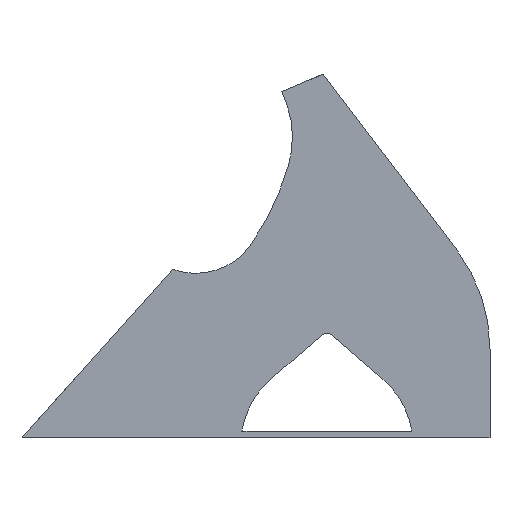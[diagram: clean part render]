
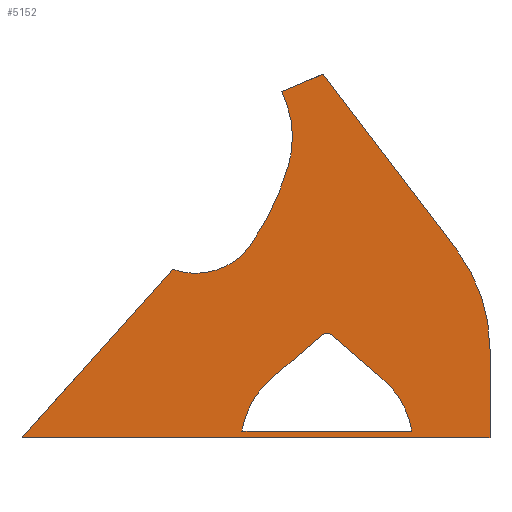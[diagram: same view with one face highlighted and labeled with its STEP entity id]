
A CAD part, front view. The second image highlights one B-rep face of the part: STEP entity #5152.
In plain terms, the highlighted planar face has unit normal (0, -1, 0).
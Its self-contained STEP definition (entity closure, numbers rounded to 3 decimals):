
#10 = EDGE_LOOP ( 'NONE', ( #3157, #1308, #2931, #5264, #3361, #3284, #4966, #3491, #4705, #3698 ) ) ;
#186 = FACE_OUTER_BOUND ( 'NONE', #10, .T. ) ;
#198 = EDGE_CURVE ( 'NONE', #1275, #2530, #4929, .T. ) ;
#222 = LINE ( 'NONE', #1601, #2470 ) ;
#254 = CIRCLE ( 'NONE', #4942, 39.75 ) ;
#294 = DIRECTION ( 'NONE',  ( 0.919, 0., 0.394 ) ) ;
#345 = DIRECTION ( 'NONE',  ( 0., 0., -1. ) ) ;
#467 = CARTESIAN_POINT ( 'NONE',  ( 13.571, -0.25, 39.112 ) ) ;
#471 = VERTEX_POINT ( 'NONE', #2140 ) ;
#529 = DIRECTION ( 'NONE',  ( 0., 0., 1. ) ) ;
#554 = CARTESIAN_POINT ( 'NONE',  ( 29.153, -0.25, 43.406 ) ) ;
#680 = DIRECTION ( 'NONE',  ( 0., -1., 0. ) ) ;
#700 = LINE ( 'NONE', #3687, #4296 ) ;
#748 = LINE ( 'NONE', #4538, #2467 ) ;
#799 = CARTESIAN_POINT ( 'NONE',  ( 0., -0.25, 30.552 ) ) ;
#835 = ORIENTED_EDGE ( 'NONE', *, *, #1222, .F. ) ;
#879 = VERTEX_POINT ( 'NONE', #4751 ) ;
#926 = DIRECTION ( 'NONE',  ( 0., 1., 0. ) ) ;
#928 = ORIENTED_EDGE ( 'NONE', *, *, #5275, .F. ) ;
#999 = EDGE_CURVE ( 'NONE', #5072, #3098, #1622, .T. ) ;
#1009 = CARTESIAN_POINT ( 'NONE',  ( -13.659, -0.25, 64.271 ) ) ;
#1026 = DIRECTION ( 'NONE',  ( 0., -1., 0. ) ) ;
#1029 = DIRECTION ( 'NONE',  ( 0., 0., -1. ) ) ;
#1030 = CARTESIAN_POINT ( 'NONE',  ( 29.153, -0.25, 30.552 ) ) ;
#1049 = VECTOR ( 'NONE', #294, 1000. ) ;
#1157 = EDGE_CURVE ( 'NONE', #1470, #3684, #2715, .T. ) ;
#1173 = LINE ( 'NONE', #4701, #4331 ) ;
#1198 = DIRECTION ( 'NONE',  ( -1., 0., 0. ) ) ;
#1205 = EDGE_CURVE ( 'NONE', #2624, #1470, #4185, .T. ) ;
#1216 = AXIS2_PLACEMENT_3D ( 'NONE', #1009, #680, #1029 ) ;
#1222 = EDGE_CURVE ( 'NONE', #3557, #471, #4554, .T. ) ;
#1275 = VERTEX_POINT ( 'NONE', #1030 ) ;
#1308 = ORIENTED_EDGE ( 'NONE', *, *, #1961, .F. ) ;
#1311 = DIRECTION ( 'NONE',  ( -0.758, 0., 0.653 ) ) ;
#1352 = CIRCLE ( 'NONE', #2854, 14.75 ) ;
#1382 = CARTESIAN_POINT ( 'NONE',  ( -6.942, -0.25, 31.552 ) ) ;
#1397 = VERTEX_POINT ( 'NONE', #554 ) ;
#1467 = ORIENTED_EDGE ( 'NONE', *, *, #2783, .F. ) ;
#1470 = VERTEX_POINT ( 'NONE', #1382 ) ;
#1514 = CARTESIAN_POINT ( 'NONE',  ( -17.015, -0.25, 55.117 ) ) ;
#1518 = CARTESIAN_POINT ( 'NONE',  ( -5.631, -0.25, 58.737 ) ) ;
#1527 = CARTESIAN_POINT ( 'NONE',  ( 4.759, -0.25, 45.58 ) ) ;
#1538 = CARTESIAN_POINT ( 'NONE',  ( -13.659, -0.25, 54.521 ) ) ;
#1547 = CARTESIAN_POINT ( 'NONE',  ( -0.19, -0.25, 70.197 ) ) ;
#1561 = ORIENTED_EDGE ( 'NONE', *, *, #1205, .F. ) ;
#1601 = CARTESIAN_POINT ( 'NONE',  ( 29.153, -0.25, 0. ) ) ;
#1615 = CARTESIAN_POINT ( 'NONE',  ( -1.169, -0.25, 80.931 ) ) ;
#1622 = LINE ( 'NONE', #5195, #1049 ) ;
#1643 = DIRECTION ( 'NONE',  ( 0.605, 0., -0.796 ) ) ;
#1702 = CARTESIAN_POINT ( 'NONE',  ( 17.765, -0.25, 31.552 ) ) ;
#1767 = DIRECTION ( 'NONE',  ( 1., 0., 0. ) ) ;
#1774 = EDGE_CURVE ( 'NONE', #3239, #2047, #4759, .T. ) ;
#1806 = DIRECTION ( 'NONE',  ( 0., -1., 0. ) ) ;
#1808 = EDGE_LOOP ( 'NONE', ( #1561, #4124, #1467, #835, #1990, #928, #4539 ) ) ;
#1858 = DIRECTION ( 'NONE',  ( 0., 0., 1. ) ) ;
#1876 = DIRECTION ( 'NONE',  ( 0., 0., -1. ) ) ;
#1944 = VECTOR ( 'NONE', #1311, 1000. ) ;
#1961 = EDGE_CURVE ( 'NONE', #879, #1397, #2320, .T. ) ;
#1972 = CARTESIAN_POINT ( 'NONE',  ( -14.353, -0.25, 74.317 ) ) ;
#1990 = ORIENTED_EDGE ( 'NONE', *, *, #2804, .F. ) ;
#2001 = CARTESIAN_POINT ( 'NONE',  ( 5.411, -0.25, 29.642 ) ) ;
#2015 = DIRECTION ( 'NONE',  ( 0., -1., 0. ) ) ;
#2047 = VERTEX_POINT ( 'NONE', #1538 ) ;
#2112 = DIRECTION ( 'NONE',  ( 0., -1., 0. ) ) ;
#2140 = CARTESIAN_POINT ( 'NONE',  ( 5.411, -0.25, 45.822 ) ) ;
#2236 = DIRECTION ( 'NONE',  ( 0.666, 0., 0.746 ) ) ;
#2297 = FACE_BOUND ( 'NONE', #1808, .T. ) ;
#2320 = CIRCLE ( 'NONE', #2833, 24.25 ) ;
#2324 = CIRCLE ( 'NONE', #1216, 9.75 ) ;
#2333 = EDGE_CURVE ( 'NONE', #2530, #3239, #1173, .T. ) ;
#2343 = CARTESIAN_POINT ( 'NONE',  ( 4.876, -0.25, 83.525 ) ) ;
#2430 = CARTESIAN_POINT ( 'NONE',  ( 13.571, -0.25, 39.112 ) ) ;
#2444 = VECTOR ( 'NONE', #1767, 1000. ) ;
#2467 = VECTOR ( 'NONE', #1643, 1000. ) ;
#2470 = VECTOR ( 'NONE', #4181, 1000. ) ;
#2530 = VERTEX_POINT ( 'NONE', #3608 ) ;
#2624 = VERTEX_POINT ( 'NONE', #4879 ) ;
#2709 = CARTESIAN_POINT ( 'NONE',  ( 0., -0.25, 0. ) ) ;
#2715 = LINE ( 'NONE', #4621, #2444 ) ;
#2718 = VERTEX_POINT ( 'NONE', #2430 ) ;
#2725 = EDGE_CURVE ( 'NONE', #3098, #879, #748, .T. ) ;
#2783 = EDGE_CURVE ( 'NONE', #471, #4926, #4196, .T. ) ;
#2804 = EDGE_CURVE ( 'NONE', #2718, #3557, #3699, .T. ) ;
#2813 = DIRECTION ( 'NONE',  ( 0., -1., 0. ) ) ;
#2833 = AXIS2_PLACEMENT_3D ( 'NONE', #5202, #3170, #4861 ) ;
#2854 = AXIS2_PLACEMENT_3D ( 'NONE', #1972, #2813, #345 ) ;
#2931 = ORIENTED_EDGE ( 'NONE', *, *, #2725, .F. ) ;
#2997 = PLANE ( 'NONE',  #3615 ) ;
#3009 = DIRECTION ( 'NONE',  ( 0., 0., -1. ) ) ;
#3024 = CARTESIAN_POINT ( 'NONE',  ( 5.411, -0.25, 44.822 ) ) ;
#3061 = DIRECTION ( 'NONE',  ( 0., -1., 0. ) ) ;
#3098 = VERTEX_POINT ( 'NONE', #2343 ) ;
#3157 = ORIENTED_EDGE ( 'NONE', *, *, #3659, .F. ) ;
#3170 = DIRECTION ( 'NONE',  ( 0., 1., 0. ) ) ;
#3197 = AXIS2_PLACEMENT_3D ( 'NONE', #3024, #4645, #4601 ) ;
#3216 = CARTESIAN_POINT ( 'NONE',  ( 6.064, -0.25, 45.58 ) ) ;
#3239 = VERTEX_POINT ( 'NONE', #1514 ) ;
#3264 = DIRECTION ( 'NONE',  ( -0.758, 0., -0.653 ) ) ;
#3284 = ORIENTED_EDGE ( 'NONE', *, *, #4762, .F. ) ;
#3361 = ORIENTED_EDGE ( 'NONE', *, *, #3541, .F. ) ;
#3430 = AXIS2_PLACEMENT_3D ( 'NONE', #2001, #2015, #4423 ) ;
#3442 = CARTESIAN_POINT ( 'NONE',  ( 5.411, -0.25, 29.642 ) ) ;
#3491 = ORIENTED_EDGE ( 'NONE', *, *, #1774, .F. ) ;
#3541 = EDGE_CURVE ( 'NONE', #3574, #5072, #1352, .T. ) ;
#3557 = VERTEX_POINT ( 'NONE', #3216 ) ;
#3574 = VERTEX_POINT ( 'NONE', #1547 ) ;
#3608 = CARTESIAN_POINT ( 'NONE',  ( -38.956, -0.25, 30.552 ) ) ;
#3615 = AXIS2_PLACEMENT_3D ( 'NONE', #2709, #926, #529 ) ;
#3659 = EDGE_CURVE ( 'NONE', #1397, #1275, #222, .T. ) ;
#3684 = VERTEX_POINT ( 'NONE', #1702 ) ;
#3687 = CARTESIAN_POINT ( 'NONE',  ( 4.759, -0.25, 45.58 ) ) ;
#3698 = ORIENTED_EDGE ( 'NONE', *, *, #198, .F. ) ;
#3699 = LINE ( 'NONE', #467, #1944 ) ;
#3787 = CARTESIAN_POINT ( 'NONE',  ( -13.659, -0.25, 64.271 ) ) ;
#3920 = CARTESIAN_POINT ( 'NONE',  ( -38.359, -0.25, 81.298 ) ) ;
#3999 = EDGE_CURVE ( 'NONE', #2047, #4068, #2324, .T. ) ;
#4068 = VERTEX_POINT ( 'NONE', #1518 ) ;
#4124 = ORIENTED_EDGE ( 'NONE', *, *, #4215, .F. ) ;
#4181 = DIRECTION ( 'NONE',  ( 0., 0., -1. ) ) ;
#4185 = CIRCLE ( 'NONE', #5089, 12.5 ) ;
#4196 = CIRCLE ( 'NONE', #4501, 1. ) ;
#4215 = EDGE_CURVE ( 'NONE', #4926, #2624, #700, .T. ) ;
#4224 = CIRCLE ( 'NONE', #3430, 12.5 ) ;
#4284 = DIRECTION ( 'NONE',  ( 0., 0., -1. ) ) ;
#4296 = VECTOR ( 'NONE', #3264, 1000. ) ;
#4331 = VECTOR ( 'NONE', #2236, 1000. ) ;
#4361 = VECTOR ( 'NONE', #1198, 1000. ) ;
#4423 = DIRECTION ( 'NONE',  ( 0., 0., -1. ) ) ;
#4501 = AXIS2_PLACEMENT_3D ( 'NONE', #4573, #2112, #1858 ) ;
#4538 = CARTESIAN_POINT ( 'NONE',  ( 4.876, -0.25, 83.525 ) ) ;
#4539 = ORIENTED_EDGE ( 'NONE', *, *, #1157, .F. ) ;
#4554 = CIRCLE ( 'NONE', #3197, 1. ) ;
#4573 = CARTESIAN_POINT ( 'NONE',  ( 5.411, -0.25, 44.822 ) ) ;
#4601 = DIRECTION ( 'NONE',  ( 0., 0., 1. ) ) ;
#4621 = CARTESIAN_POINT ( 'NONE',  ( 0., -0.25, 31.552 ) ) ;
#4645 = DIRECTION ( 'NONE',  ( 0., -1., 0. ) ) ;
#4701 = CARTESIAN_POINT ( 'NONE',  ( -38.956, -0.25, 30.552 ) ) ;
#4705 = ORIENTED_EDGE ( 'NONE', *, *, #2333, .F. ) ;
#4751 = CARTESIAN_POINT ( 'NONE',  ( 24.212, -0.25, 58.077 ) ) ;
#4759 = CIRCLE ( 'NONE', #4781, 9.75 ) ;
#4762 = EDGE_CURVE ( 'NONE', #4068, #3574, #254, .T. ) ;
#4781 = AXIS2_PLACEMENT_3D ( 'NONE', #3787, #1806, #4284 ) ;
#4861 = DIRECTION ( 'NONE',  ( 0., 0., -1. ) ) ;
#4879 = CARTESIAN_POINT ( 'NONE',  ( -2.748, -0.25, 39.112 ) ) ;
#4926 = VERTEX_POINT ( 'NONE', #1527 ) ;
#4929 = LINE ( 'NONE', #799, #4361 ) ;
#4942 = AXIS2_PLACEMENT_3D ( 'NONE', #3920, #1026, #1876 ) ;
#4966 = ORIENTED_EDGE ( 'NONE', *, *, #3999, .F. ) ;
#5072 = VERTEX_POINT ( 'NONE', #1615 ) ;
#5089 = AXIS2_PLACEMENT_3D ( 'NONE', #3442, #3061, #3009 ) ;
#5152 = ADVANCED_FACE ( 'NONE', ( #186, #2297 ), #2997, .F. ) ;
#5195 = CARTESIAN_POINT ( 'NONE',  ( -1.169, -0.25, 80.931 ) ) ;
#5202 = CARTESIAN_POINT ( 'NONE',  ( 4.903, -0.25, 43.406 ) ) ;
#5264 = ORIENTED_EDGE ( 'NONE', *, *, #999, .F. ) ;
#5275 = EDGE_CURVE ( 'NONE', #3684, #2718, #4224, .T. ) ;
